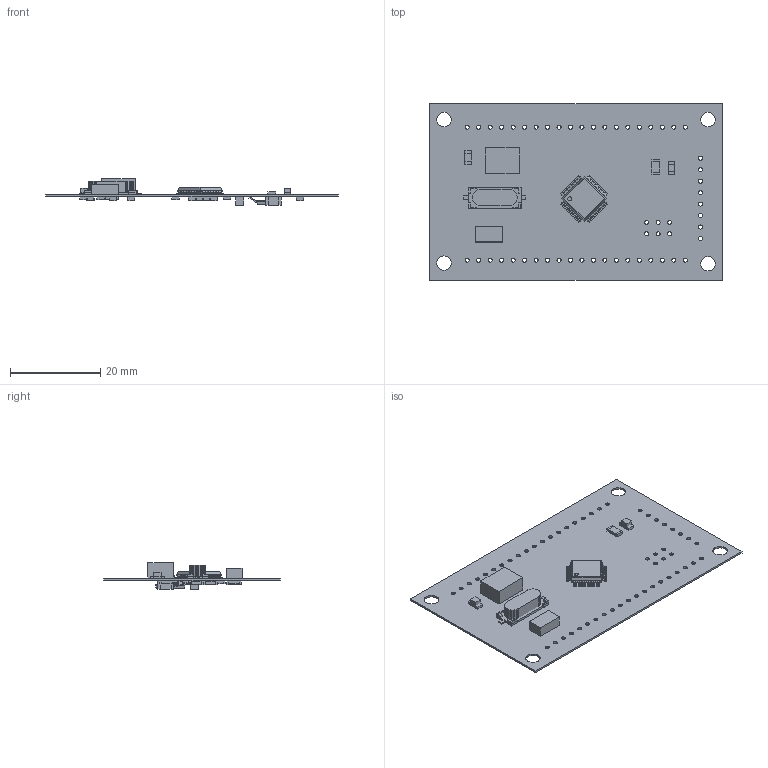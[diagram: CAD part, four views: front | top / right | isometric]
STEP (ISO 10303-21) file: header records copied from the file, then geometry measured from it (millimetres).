
FILE_DESCRIPTION(('Open CASCADE Model'),'2;1');
FILE_NAME('Open CASCADE Shape Model','2023-02-24T12:18:26',('Author'),( 'Open CASCADE'),'Open CASCADE STEP processor 6.8','Open CASCADE 6.8' ,'Unknown');
FILE_SCHEMA(('AUTOMOTIVE_DESIGN { 1 0 10303 214 1 1 1 1 }'));
Length unit declared in the file: millimetre
Products named in the file (79): PCB; Board; Open CASCADE STEP translator 6.8 1.1.1; C10; Cap_KEMET_C1206C472K4RACTU_eec; Y2; 6200416336; Extruded; Y1; 6200415856; 6200415536; 6200415056; 6200414736; 6200414336; 6200414096; 6200413856; U2; IC_Advanced_Monolithic_Systems_AMS1117-3_3_eec; 1; 2; Open CASCADE STEP translator 6.8 1.5.1.2.1; Open CASCADE STEP translator 6.8 1.5.1.2.2; Notch_2; U1; 5857843520; Body; PinsArrayLR; PinsArrayTB; SW1; 6200413616; R6; 6200415136; 6200412976; R5; 6253608240; 6253607760; R4; R3; R2; R1 ...
Assembly tree (117 placements, depth 5):
  PCB
    Board
      Open CASCADE STEP translator 6.8 1.1.1
    C10
      Cap_KEMET_C1206C472K4RACTU_eec
      Cap_KEMET_C1206C472K4RACTU_eec
      Cap_KEMET_C1206C472K4RACTU_eec
    Y2
      6200416336
        Extruded
    Y1
      6200415856
        Extruded
      6200415536  x2
        Extruded
      6200415056
        Extruded
      6200414736
        Extruded
      6200414336
        Extruded
      6200414096
        Extruded
      6200413856
        Extruded
    U2
      IC_Advanced_Monolithic_Systems_AMS1117-3_3_eec
        1
        2
          Open CASCADE STEP translator 6.8 1.5.1.2.1
          Open CASCADE STEP translator 6.8 1.5.1.2.2
        Notch_2
    U1
      5857843520
        Body
        PinsArrayLR
        PinsArrayTB
    SW1
      6200413616
        Extruded
    R6
      6200415136  x2
        Extruded
      6200412976
        Extruded
    R5
      6253608240  x2
        Extruded
      6253607760
        Extruded
    R4
      6200412976
        Extruded
      6200415136  x2
        Extruded
    R3
      6200412976
        Extruded
      6200415136  x2
        Extruded
Bounding box: 64.77 x 39.12 x 5.91 mm (x, y, z)
Volume: 1529 mm3; surface area: 6411.9 mm2
Topology: 144 solids, 144 shells, 2626 faces, 12277 edges, 15382 vertices
Faces by surface type: plane 1018, bspline 1004, cylinder 468, sphere 136
Full cylindrical faces by diameter (mm): 0.323 x1, 0.875 x1, 0.9 x54, 3.2 x4
Entity records: 45654 total; most frequent: CARTESIAN_POINT 11610, ORIENTED_EDGE 6216, DIRECTION 5668, EDGE_CURVE 3108, LINE 2208, VECTOR 2208, VERTEX_POINT 2040, AXIS2_PLACEMENT_3D 1730
